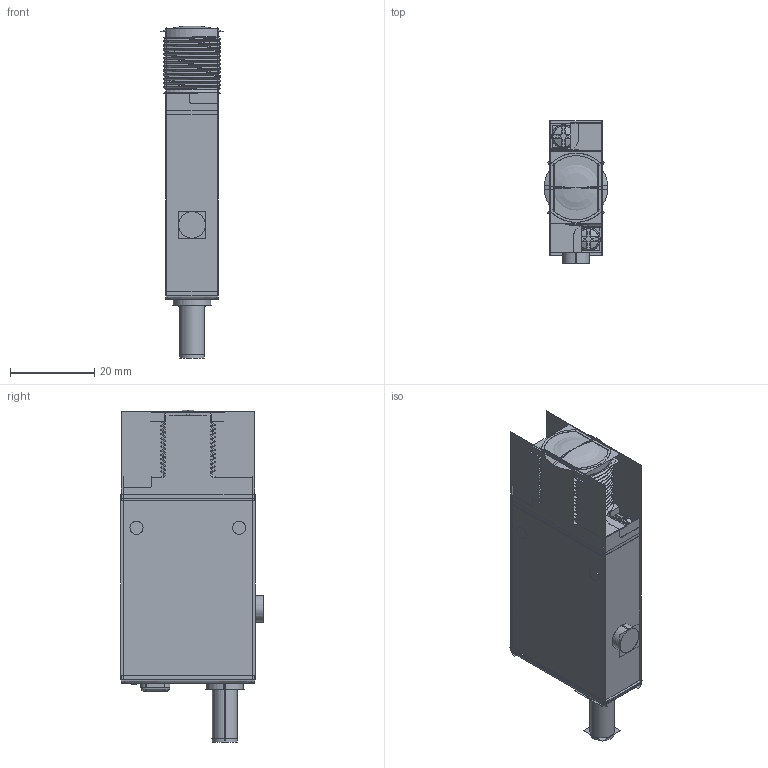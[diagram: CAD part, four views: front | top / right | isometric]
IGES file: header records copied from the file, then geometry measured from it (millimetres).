
Start section:  PTC IGES file: 154485_sm01.igs
Global section: file name: 154485_sm01.igs; native system: Creo Parametric by PTC Inc.; preprocessor: 2022414; author: banengservice; organization: Unknown; date: 20250919.095617; units: millimetre
Bounding box: 15.14 x 33.99 x 78.99 mm (x, y, z)
Volume: 22111 mm3; surface area: 33160.2 mm2
Topology: 2 solids, 2 shells, 716 faces, 3602 edges, 4459 vertices
Faces by surface type: bspline 480, revolution 236
